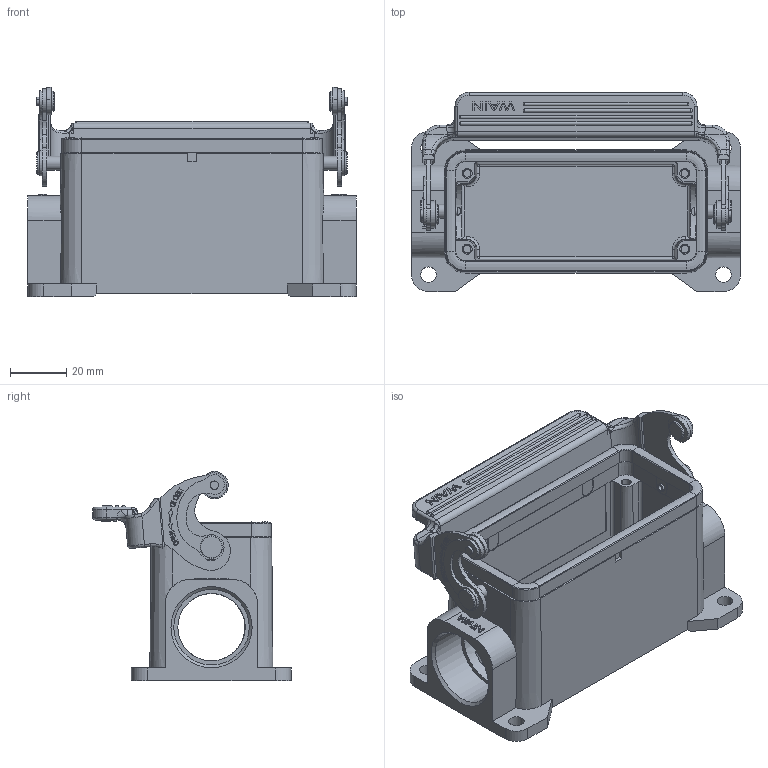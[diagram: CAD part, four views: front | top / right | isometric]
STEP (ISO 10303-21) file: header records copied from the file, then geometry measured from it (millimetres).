
FILE_DESCRIPTION(/* description */ (''),/* implementation_level */ '2;1');
FILE_NAME(/* name */ '3D_1240162211031_HV16B-SF-1L_SC-2PG21_V1.1.stp',/* time_stamp */ '2023-12-29T16:38:40+08:00',/* author */ (''),/* organization */ (''),/* preprocessor_version */ 'ST-DEVELOPER v18.1',/* originating_system */ 'SIEMENS PLM Software NX 1980',/* authorisation */ '');
FILE_SCHEMA (('AUTOMOTIVE_DESIGN { 1 0 10303 214 3 1 1 1 }'));
Length unit declared in the file: millimetre
Products named in the file (1): 14592E2886C7es6b
Bounding box: 117 x 70.8 x 74.47 mm (x, y, z)
Volume: 102243.3 mm3; surface area: 65582.8 mm2
Topology: 12 solids, 13 shells, 1279 faces, 3419 edges, 2240 vertices
Faces by surface type: plane 599, cylinder 529, cone 40, torus 40, extrusion 35, bspline 18, sphere 18
Full cylindrical faces by diameter (mm): 1.9 x2, 3 x4, 4.9 x2, 8 x2, 24 x2, 26.9 x2
Entity records: 42986 total; most frequent: CARTESIAN_POINT 12279, ORIENTED_EDGE 6732, DIRECTION 5395, EDGE_CURVE 3366, VERTEX_POINT 2229, AXIS2_PLACEMENT_3D 1883, VECTOR 1629, LINE 1594
